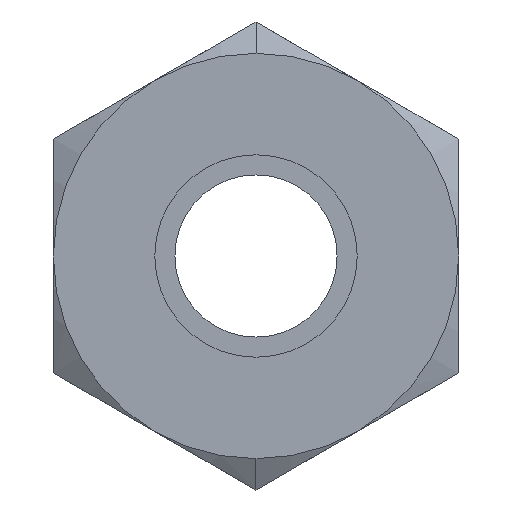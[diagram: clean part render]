
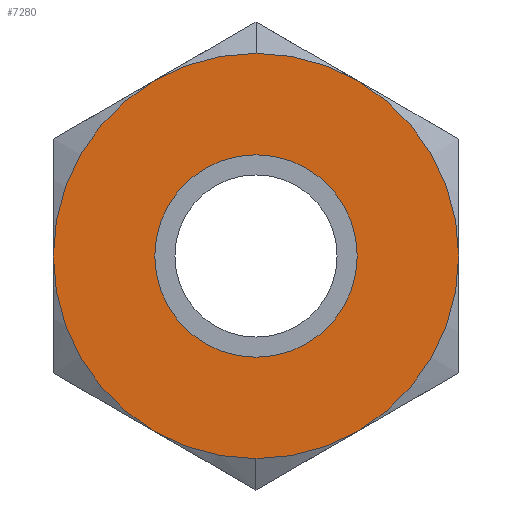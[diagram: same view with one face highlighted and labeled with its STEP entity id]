
A CAD part, left-side view. The second image highlights one B-rep face of the part: STEP entity #7280.
In plain terms, the highlighted planar face has unit normal (-1, 0, 0).
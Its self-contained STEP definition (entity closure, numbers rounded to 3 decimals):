
#91 = CARTESIAN_POINT ( 'NONE',  ( 0., 0., 3.967 ) ) ;
#100 = AXIS2_PLACEMENT_3D ( 'NONE', #4671, #5566, #2558 ) ;
#394 = EDGE_CURVE ( 'NONE', #8364, #3369, #7164, .T. ) ;
#656 = DIRECTION ( 'NONE',  ( 0., 0., 1. ) ) ;
#858 = CARTESIAN_POINT ( 'NONE',  ( 0., 0., 3.965 ) ) ;
#989 = CIRCLE ( 'NONE', #100, 7.935 ) ;
#1230 = CARTESIAN_POINT ( 'NONE',  ( 0., 0., -7.935 ) ) ;
#1259 = CIRCLE ( 'NONE', #8859, 3.965 ) ;
#1393 = FACE_OUTER_BOUND ( 'NONE', #6398, .T. ) ;
#1473 = EDGE_CURVE ( 'NONE', #8886, #6802, #1259, .T. ) ;
#1485 = PLANE ( 'NONE',  #6346 ) ;
#1620 = EDGE_CURVE ( 'NONE', #6802, #8886, #4489, .T. ) ;
#1648 = AXIS2_PLACEMENT_3D ( 'NONE', #3848, #3764, #6652 ) ;
#1896 = CARTESIAN_POINT ( 'NONE',  ( 0., 0., 0. ) ) ;
#2063 = ORIENTED_EDGE ( 'NONE', *, *, #1473, .T. ) ;
#2411 = DIRECTION ( 'NONE',  ( 0., 0., 1. ) ) ;
#2456 = DIRECTION ( 'NONE',  ( 1., 0., 0. ) ) ;
#2558 = DIRECTION ( 'NONE',  ( 0., 0., -1. ) ) ;
#3369 = VERTEX_POINT ( 'NONE', #1230 ) ;
#3764 = DIRECTION ( 'NONE',  ( 1., 0., 0. ) ) ;
#3848 = CARTESIAN_POINT ( 'NONE',  ( 0., 0., 0. ) ) ;
#4040 = AXIS2_PLACEMENT_3D ( 'NONE', #7939, #5800, #8686 ) ;
#4200 = FACE_BOUND ( 'NONE', #5490, .T. ) ;
#4489 = CIRCLE ( 'NONE', #1648, 3.965 ) ;
#4671 = CARTESIAN_POINT ( 'NONE',  ( 0., 0., 0. ) ) ;
#4829 = EDGE_CURVE ( 'NONE', #3369, #8364, #989, .T. ) ;
#5490 = EDGE_LOOP ( 'NONE', ( #5510, #2063 ) ) ;
#5510 = ORIENTED_EDGE ( 'NONE', *, *, #1620, .T. ) ;
#5566 = DIRECTION ( 'NONE',  ( 1., 0., 0. ) ) ;
#5800 = DIRECTION ( 'NONE',  ( 1., 0., 0. ) ) ;
#6019 = CARTESIAN_POINT ( 'NONE',  ( 0., 0., 7.935 ) ) ;
#6346 = AXIS2_PLACEMENT_3D ( 'NONE', #91, #7134, #656 ) ;
#6398 = EDGE_LOOP ( 'NONE', ( #8508, #8150 ) ) ;
#6652 = DIRECTION ( 'NONE',  ( 0., 0., -1. ) ) ;
#6802 = VERTEX_POINT ( 'NONE', #7728 ) ;
#7134 = DIRECTION ( 'NONE',  ( -1., 0., 0. ) ) ;
#7164 = CIRCLE ( 'NONE', #4040, 7.935 ) ;
#7280 = ADVANCED_FACE ( 'NONE', ( #4200, #1393 ), #1485, .T. ) ;
#7728 = CARTESIAN_POINT ( 'NONE',  ( 0., 0., -3.965 ) ) ;
#7939 = CARTESIAN_POINT ( 'NONE',  ( 0., 0., 0. ) ) ;
#8150 = ORIENTED_EDGE ( 'NONE', *, *, #4829, .F. ) ;
#8364 = VERTEX_POINT ( 'NONE', #6019 ) ;
#8508 = ORIENTED_EDGE ( 'NONE', *, *, #394, .F. ) ;
#8686 = DIRECTION ( 'NONE',  ( 0., 0., 1. ) ) ;
#8859 = AXIS2_PLACEMENT_3D ( 'NONE', #1896, #2456, #2411 ) ;
#8886 = VERTEX_POINT ( 'NONE', #858 ) ;
